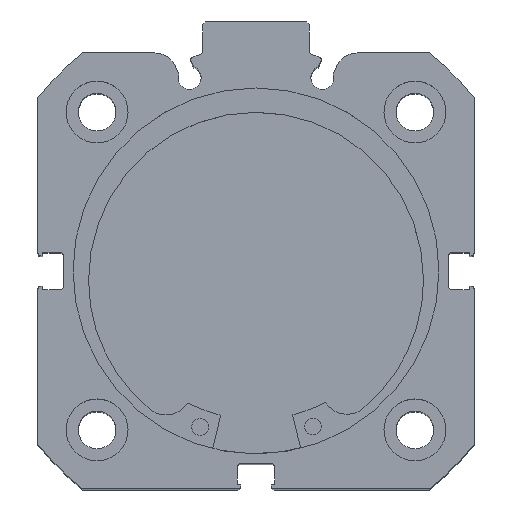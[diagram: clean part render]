
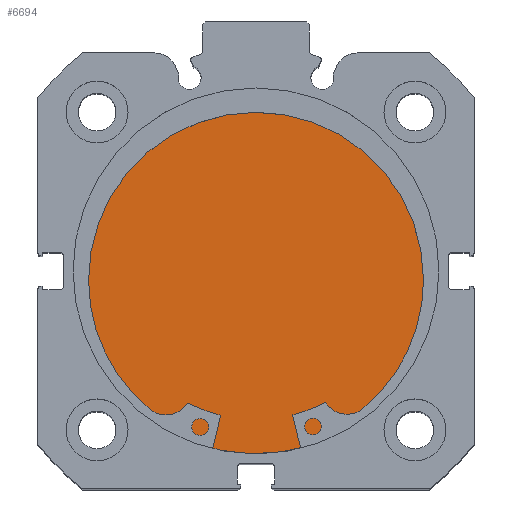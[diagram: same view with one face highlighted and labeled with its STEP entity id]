
A CAD part, top view. The second image highlights one B-rep face of the part: STEP entity #6694.
In plain terms, the highlighted face is planar.
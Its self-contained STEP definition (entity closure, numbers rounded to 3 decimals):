
#75 = CARTESIAN_POINT ( 'NONE',  ( 9.5, 0., 32.5 ) ) ;
#357 = CARTESIAN_POINT ( 'NONE',  ( 9.5, 0., -32.5 ) ) ;
#452 = DIRECTION ( 'NONE',  ( 0., 0., 1. ) ) ;
#454 = DIRECTION ( 'NONE',  ( -1., 0., 0. ) ) ;
#457 = CARTESIAN_POINT ( 'NONE',  ( 9.5, 0., 0. ) ) ;
#708 = DIRECTION ( 'NONE',  ( 0., 0., 1. ) ) ;
#709 = DIRECTION ( 'NONE',  ( -1., 0., 0. ) ) ;
#735 = CARTESIAN_POINT ( 'NONE',  ( 9.5, 0., 0. ) ) ;
#979 = ORIENTED_EDGE ( 'NONE', *, *, #2635, .F. ) ;
#980 = ORIENTED_EDGE ( 'NONE', *, *, #2683, .F. ) ;
#1236 = EDGE_LOOP ( 'NONE', ( #980, #979 ) ) ;
#1717 = CIRCLE ( 'NONE', #2727, 32.5 ) ;
#1784 = CIRCLE ( 'NONE', #2753, 32.5 ) ;
#2485 = FACE_OUTER_BOUND ( 'NONE', #1236, .T. ) ;
#2635 = EDGE_CURVE ( 'NONE', #5480, #5613, #1717, .T. ) ;
#2683 = EDGE_CURVE ( 'NONE', #5613, #5480, #1784, .T. ) ;
#2727 = AXIS2_PLACEMENT_3D ( 'NONE', #457, #454, #452 ) ;
#2753 = AXIS2_PLACEMENT_3D ( 'NONE', #735, #709, #708 ) ;
#3023 = AXIS2_PLACEMENT_3D ( 'NONE', #3732, #3735, #3736 ) ;
#3732 = CARTESIAN_POINT ( 'NONE',  ( 9.5, 32.5, 0. ) ) ;
#3733 = PLANE ( 'NONE',  #3023 ) ;
#3735 = DIRECTION ( 'NONE',  ( -1., 0., 0. ) ) ;
#3736 = DIRECTION ( 'NONE',  ( 0., 0., 1. ) ) ;
#5480 = VERTEX_POINT ( 'NONE', #357 ) ;
#5613 = VERTEX_POINT ( 'NONE', #75 ) ;
#6694 = ADVANCED_FACE ( 'NONE', ( #2485 ), #3733, .F. ) ;
